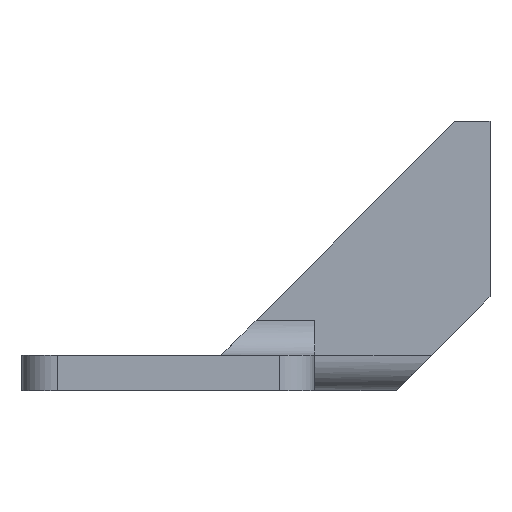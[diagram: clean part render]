
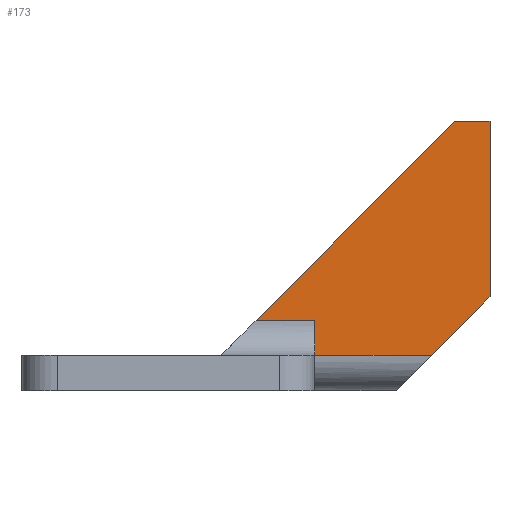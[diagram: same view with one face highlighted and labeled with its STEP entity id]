
A CAD part, left-side view. The second image highlights one B-rep face of the part: STEP entity #173.
In plain terms, the highlighted planar face has unit normal (-1, 0, 0).
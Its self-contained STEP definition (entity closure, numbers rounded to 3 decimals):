
#24 = VECTOR ( 'NONE', #440, 1000. ) ;
#35 = EDGE_CURVE ( 'NONE', #690, #228, #874, .T. ) ;
#47 = VERTEX_POINT ( 'NONE', #1178 ) ;
#72 = ORIENTED_EDGE ( 'NONE', *, *, #1163, .T. ) ;
#80 = DIRECTION ( 'NONE',  ( 0., 0., -1. ) ) ;
#173 = ADVANCED_FACE ( 'NONE', ( #488 ), #1271, .F. ) ;
#210 = VECTOR ( 'NONE', #501, 1000. ) ;
#228 = VERTEX_POINT ( 'NONE', #328 ) ;
#265 = CARTESIAN_POINT ( 'NONE',  ( -7.5, -9., 3. ) ) ;
#287 = DIRECTION ( 'NONE',  ( 1., 0., 0. ) ) ;
#310 = VECTOR ( 'NONE', #814, 1000. ) ;
#321 = VERTEX_POINT ( 'NONE', #265 ) ;
#328 = CARTESIAN_POINT ( 'NONE',  ( -7.5, -24., 8. ) ) ;
#336 = ORIENTED_EDGE ( 'NONE', *, *, #979, .F. ) ;
#341 = CARTESIAN_POINT ( 'NONE',  ( -7.5, -24., 3. ) ) ;
#379 = LINE ( 'NONE', #510, #443 ) ;
#387 = CARTESIAN_POINT ( 'NONE',  ( -7.5, 0., 0. ) ) ;
#388 = CARTESIAN_POINT ( 'NONE',  ( -7.5, -21., 23. ) ) ;
#407 = DIRECTION ( 'NONE',  ( 0., -0.707, 0.707 ) ) ;
#410 = ORIENTED_EDGE ( 'NONE', *, *, #985, .T. ) ;
#439 = EDGE_CURVE ( 'NONE', #1048, #321, #379, .T. ) ;
#440 = DIRECTION ( 'NONE',  ( 0., 0.707, -0.707 ) ) ;
#443 = VECTOR ( 'NONE', #80, 1000. ) ;
#448 = CARTESIAN_POINT ( 'NONE',  ( -7.5, -24., 23. ) ) ;
#456 = CARTESIAN_POINT ( 'NONE',  ( -7.5, -21., 23. ) ) ;
#474 = CARTESIAN_POINT ( 'NONE',  ( -7.5, -9., 6. ) ) ;
#488 = FACE_OUTER_BOUND ( 'NONE', #1259, .T. ) ;
#501 = DIRECTION ( 'NONE',  ( 0., -1., 0. ) ) ;
#510 = CARTESIAN_POINT ( 'NONE',  ( -7.5, -9., 0. ) ) ;
#516 = CARTESIAN_POINT ( 'NONE',  ( -7.5, -9., 6. ) ) ;
#527 = ORIENTED_EDGE ( 'NONE', *, *, #35, .T. ) ;
#575 = LINE ( 'NONE', #474, #1084 ) ;
#600 = ORIENTED_EDGE ( 'NONE', *, *, #439, .T. ) ;
#605 = LINE ( 'NONE', #793, #210 ) ;
#625 = LINE ( 'NONE', #341, #310 ) ;
#643 = LINE ( 'NONE', #456, #24 ) ;
#668 = DIRECTION ( 'NONE',  ( 0., -1., 0. ) ) ;
#670 = LINE ( 'NONE', #388, #1085 ) ;
#677 = EDGE_CURVE ( 'NONE', #895, #1048, #575, .T. ) ;
#690 = VERTEX_POINT ( 'NONE', #852 ) ;
#691 = DIRECTION ( 'NONE',  ( 0., 0., -1. ) ) ;
#702 = DIRECTION ( 'NONE',  ( 0., -1., 0. ) ) ;
#705 = CARTESIAN_POINT ( 'NONE',  ( -7.5, -24., 8. ) ) ;
#749 = VERTEX_POINT ( 'NONE', #448 ) ;
#769 = EDGE_CURVE ( 'NONE', #47, #895, #643, .T. ) ;
#793 = CARTESIAN_POINT ( 'NONE',  ( -7.5, -16., 3. ) ) ;
#814 = DIRECTION ( 'NONE',  ( 0., 0., 1. ) ) ;
#852 = CARTESIAN_POINT ( 'NONE',  ( -7.5, -19., 3. ) ) ;
#874 = LINE ( 'NONE', #705, #1272 ) ;
#895 = VERTEX_POINT ( 'NONE', #963 ) ;
#963 = CARTESIAN_POINT ( 'NONE',  ( -7.5, -4., 6. ) ) ;
#979 = EDGE_CURVE ( 'NONE', #47, #749, #670, .T. ) ;
#985 = EDGE_CURVE ( 'NONE', #321, #690, #605, .T. ) ;
#1048 = VERTEX_POINT ( 'NONE', #516 ) ;
#1084 = VECTOR ( 'NONE', #668, 1000. ) ;
#1085 = VECTOR ( 'NONE', #702, 1000. ) ;
#1132 = ORIENTED_EDGE ( 'NONE', *, *, #769, .T. ) ;
#1163 = EDGE_CURVE ( 'NONE', #228, #749, #625, .T. ) ;
#1165 = AXIS2_PLACEMENT_3D ( 'NONE', #387, #287, #691 ) ;
#1178 = CARTESIAN_POINT ( 'NONE',  ( -7.5, -21., 23. ) ) ;
#1236 = ORIENTED_EDGE ( 'NONE', *, *, #677, .T. ) ;
#1259 = EDGE_LOOP ( 'NONE', ( #1132, #1236, #600, #410, #527, #72, #336 ) ) ;
#1271 = PLANE ( 'NONE',  #1165 ) ;
#1272 = VECTOR ( 'NONE', #407, 1000. ) ;
